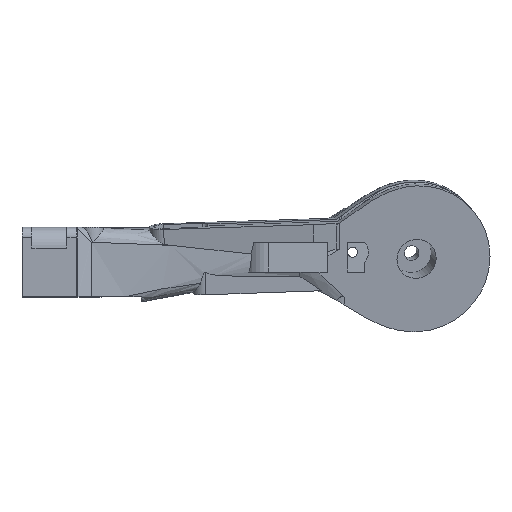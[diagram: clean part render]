
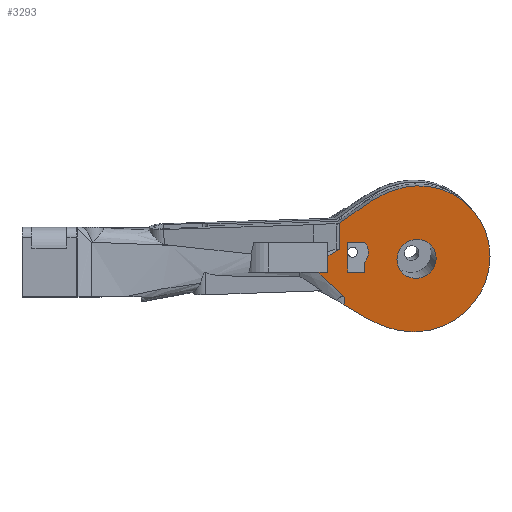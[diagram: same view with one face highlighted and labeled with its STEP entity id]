
A CAD part, top view. The second image highlights one B-rep face of the part: STEP entity #3293.
In plain terms, the highlighted planar face has unit normal (0.165, -0.195, 0.967).
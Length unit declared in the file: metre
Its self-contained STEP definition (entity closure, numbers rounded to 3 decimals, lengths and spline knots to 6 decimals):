
#105=ELLIPSE('',#3488,0.003311,0.003202);
#132=LINE('',#4550,#388);
#133=LINE('',#4552,#389);
#134=LINE('',#4562,#390);
#135=LINE('',#4590,#391);
#136=LINE('',#4591,#392);
#137=LINE('',#4596,#393);
#138=LINE('',#4598,#394);
#139=LINE('',#4600,#395);
#388=VECTOR('',#3756,1.);
#389=VECTOR('',#3757,1.);
#390=VECTOR('',#3758,1.);
#391=VECTOR('',#3763,1.);
#392=VECTOR('',#3764,1.);
#393=VECTOR('',#3767,1.);
#394=VECTOR('',#3768,1.);
#395=VECTOR('',#3769,1.);
#644=B_SPLINE_CURVE_WITH_KNOTS('',3,(#4544,#4545,#4546,#4547),
 .UNSPECIFIED.,.F.,.F.,(4,4),(0.005027,0.0078),
 .UNSPECIFIED.);
#645=B_SPLINE_CURVE_WITH_KNOTS('',3,(#4554,#4555,#4556,#4557,#4558,#4559,
#4560),.UNSPECIFIED.,.F.,.F.,(4,1,1,1,4),(0.017117,0.018987,
0.020858,0.022728,0.024599),.UNSPECIFIED.);
#646=B_SPLINE_CURVE_WITH_KNOTS('',3,(#4564,#4565,#4566,#4567),
 .UNSPECIFIED.,.F.,.F.,(4,4),(0.,1.),.PIECEWISE_BEZIER_KNOTS.);
#647=B_SPLINE_CURVE_WITH_KNOTS('',3,(#4573,#4574,#4575,#4576,#4577,#4578,
#4579,#4580,#4581,#4582,#4583,#4584,#4585,#4586,#4587,#4588),
 .UNSPECIFIED.,.F.,.F.,(4,2,2,2,2,2,2,4),(0.,0.125,0.25,0.375,0.5,0.75,
0.875,1.),.UNSPECIFIED.);
#785=ORIENTED_EDGE('',*,*,#1811,.F.);
#786=ORIENTED_EDGE('',*,*,#1812,.F.);
#787=ORIENTED_EDGE('',*,*,#1813,.T.);
#788=ORIENTED_EDGE('',*,*,#1814,.F.);
#789=ORIENTED_EDGE('',*,*,#1815,.F.);
#790=ORIENTED_EDGE('',*,*,#1816,.F.);
#791=ORIENTED_EDGE('',*,*,#1817,.T.);
#792=ORIENTED_EDGE('',*,*,#1818,.F.);
#793=ORIENTED_EDGE('',*,*,#1819,.T.);
#794=ORIENTED_EDGE('',*,*,#1820,.T.);
#795=ORIENTED_EDGE('',*,*,#1821,.T.);
#796=ORIENTED_EDGE('',*,*,#1822,.F.);
#797=ORIENTED_EDGE('',*,*,#1823,.T.);
#798=ORIENTED_EDGE('',*,*,#1824,.T.);
#799=ORIENTED_EDGE('',*,*,#1825,.F.);
#800=ORIENTED_EDGE('',*,*,#1826,.T.);
#1811=EDGE_CURVE('',#2324,#2324,#2667,.T.);
#1812=EDGE_CURVE('',#2325,#2326,#644,.T.);
#1813=EDGE_CURVE('',#2325,#2327,#132,.T.);
#1814=EDGE_CURVE('',#2328,#2327,#133,.T.);
#1815=EDGE_CURVE('',#2329,#2328,#645,.T.);
#1816=EDGE_CURVE('',#2330,#2329,#134,.T.);
#1817=EDGE_CURVE('',#2330,#2331,#646,.F.);
#1818=EDGE_CURVE('',#2332,#2331,#2668,.T.);
#1819=EDGE_CURVE('',#2332,#2333,#2669,.T.);
#1820=EDGE_CURVE('',#2333,#2334,#647,.F.);
#1821=EDGE_CURVE('',#2334,#2326,#135,.T.);
#1822=EDGE_CURVE('',#2335,#2336,#136,.T.);
#1823=EDGE_CURVE('',#2335,#2337,#105,.F.);
#1824=EDGE_CURVE('',#2337,#2338,#137,.T.);
#1825=EDGE_CURVE('',#2339,#2338,#138,.T.);
#1826=EDGE_CURVE('',#2339,#2336,#139,.T.);
#2324=VERTEX_POINT('',#4543);
#2325=VERTEX_POINT('',#4548);
#2326=VERTEX_POINT('',#4549);
#2327=VERTEX_POINT('',#4551);
#2328=VERTEX_POINT('',#4553);
#2329=VERTEX_POINT('',#4561);
#2330=VERTEX_POINT('',#4563);
#2331=VERTEX_POINT('',#4568);
#2332=VERTEX_POINT('',#4570);
#2333=VERTEX_POINT('',#4572);
#2334=VERTEX_POINT('',#4589);
#2335=VERTEX_POINT('',#4592);
#2336=VERTEX_POINT('',#4593);
#2337=VERTEX_POINT('',#4595);
#2338=VERTEX_POINT('',#4597);
#2339=VERTEX_POINT('',#4599);
#2667=CIRCLE('',#3485,0.004);
#2668=CIRCLE('',#3486,0.016197);
#2669=CIRCLE('',#3487,0.015);
#2756=EDGE_LOOP('',(#785));
#2757=EDGE_LOOP('',(#786,#787,#788,#789,#790,#791,#792,#793,#794,#795));
#2758=EDGE_LOOP('',(#796,#797,#798,#799,#800));
#2978=FACE_BOUND('',#2756,.T.);
#2979=FACE_BOUND('',#2757,.T.);
#2980=FACE_BOUND('',#2758,.T.);
#3200=PLANE('',#3484);
#3293=ADVANCED_FACE('',(#2978,#2979,#2980),#3200,.T.);
#3484=AXIS2_PLACEMENT_3D('',#4541,#3752,#3753);
#3485=AXIS2_PLACEMENT_3D('',#4542,#3754,#3755);
#3486=AXIS2_PLACEMENT_3D('',#4569,#3759,#3760);
#3487=AXIS2_PLACEMENT_3D('',#4571,#3761,#3762);
#3488=AXIS2_PLACEMENT_3D('',#4594,#3765,#3766);
#3752=DIRECTION('',(0.165,-0.195,0.967));
#3753=DIRECTION('',(0.,-0.98,-0.198));
#3754=DIRECTION('',(0.165,-0.195,0.967));
#3755=DIRECTION('',(0.,-0.98,-0.198));
#3756=DIRECTION('',(0.,-0.98,-0.198));
#3757=DIRECTION('',(0.986,0.,-0.168));
#3758=DIRECTION('',(0.,0.98,0.198));
#3759=DIRECTION('',(-0.165,0.195,-0.967));
#3760=DIRECTION('',(0.,-0.98,-0.198));
#3761=DIRECTION('',(0.165,-0.195,0.967));
#3762=DIRECTION('',(0.,-0.98,-0.198));
#3763=DIRECTION('',(0.,-0.98,-0.198));
#3764=DIRECTION('',(-0.986,0.,0.168));
#3765=DIRECTION('',(0.165,-0.195,0.967));
#3766=DIRECTION('',(0.625,-0.738,-0.255));
#3767=DIRECTION('',(0.,-0.98,-0.198));
#3768=DIRECTION('',(0.986,0.,-0.168));
#3769=DIRECTION('',(0.,0.98,0.198));
#4541=CARTESIAN_POINT('',(0.080495,0.003165,0.0034));
#4542=CARTESIAN_POINT('',(0.080495,0.003165,0.0034));
#4543=CARTESIAN_POINT('',(0.080495,-0.000756,0.00261));
#4544=CARTESIAN_POINT('',(0.0626,0.003657,0.006555));
#4545=CARTESIAN_POINT('',(0.063354,0.004208,0.006537));
#4546=CARTESIAN_POINT('',(0.064186,0.004638,0.006482));
#4547=CARTESIAN_POINT('',(0.064986,0.00512,0.006442));
#4548=CARTESIAN_POINT('',(0.0626,0.003657,0.006555));
#4549=CARTESIAN_POINT('',(0.064986,0.00512,0.006442));
#4550=CARTESIAN_POINT('',(0.0626,0.002573,0.006336));
#4551=CARTESIAN_POINT('',(0.0626,0.0005,0.005918));
#4552=CARTESIAN_POINT('',(0.080406,0.0005,0.002878));
#4553=CARTESIAN_POINT('',(0.060832,0.0005,0.00622));
#4554=CARTESIAN_POINT('',(0.065969,-0.004587,0.004317));
#4555=CARTESIAN_POINT('',(0.065505,-0.004197,0.004475));
#4556=CARTESIAN_POINT('',(0.064585,-0.003409,0.004791));
#4557=CARTESIAN_POINT('',(0.06322,-0.002211,0.005266));
#4558=CARTESIAN_POINT('',(0.061898,-0.000964,0.005743));
#4559=CARTESIAN_POINT('',(0.061089,-0.000057,0.006064));
#4560=CARTESIAN_POINT('',(0.060832,0.0005,0.00622));
#4561=CARTESIAN_POINT('',(0.065969,-0.004587,0.004317));
#4562=CARTESIAN_POINT('',(0.065969,-0.012019,0.002819));
#4563=CARTESIAN_POINT('',(0.065969,-0.006142,0.004004));
#4564=CARTESIAN_POINT('',(0.080495,-0.011539,0.000436));
#4565=CARTESIAN_POINT('',(0.070632,-0.011865,0.002054));
#4566=CARTESIAN_POINT('',(0.064666,-0.00302,0.004855));
#4567=CARTESIAN_POINT('',(0.058181,-0.003235,0.005919));
#4568=CARTESIAN_POINT('',(0.079295,-0.011534,0.000641));
#4569=CARTESIAN_POINT('',(0.080495,0.004338,0.003637));
#4570=CARTESIAN_POINT('',(0.080495,-0.011539,0.000436));
#4571=CARTESIAN_POINT('',(0.080495,0.003165,0.0034));
#4572=CARTESIAN_POINT('',(0.080495,0.017869,0.006365));
#4573=CARTESIAN_POINT('',(0.064986,0.010367,0.0075));
#4574=CARTESIAN_POINT('',(0.065607,0.010755,0.007472));
#4575=CARTESIAN_POINT('',(0.066209,0.011175,0.007454));
#4576=CARTESIAN_POINT('',(0.067397,0.012032,0.007424));
#4577=CARTESIAN_POINT('',(0.067985,0.01247,0.007412));
#4578=CARTESIAN_POINT('',(0.069168,0.013334,0.007385));
#4579=CARTESIAN_POINT('',(0.069764,0.01376,0.007369));
#4580=CARTESIAN_POINT('',(0.070974,0.014573,0.007326));
#4581=CARTESIAN_POINT('',(0.071588,0.014962,0.0073));
#4582=CARTESIAN_POINT('',(0.073472,0.016045,0.007196));
#4583=CARTESIAN_POINT('',(0.074781,0.016659,0.007097));
#4584=CARTESIAN_POINT('',(0.076871,0.01733,0.006875));
#4585=CARTESIAN_POINT('',(0.077592,0.017512,0.006789));
#4586=CARTESIAN_POINT('',(0.079034,0.017768,0.006594));
#4587=CARTESIAN_POINT('',(0.079762,0.017845,0.006486));
#4588=CARTESIAN_POINT('',(0.080495,0.017869,0.006365));
#4589=CARTESIAN_POINT('',(0.064986,0.010367,0.0075));
#4590=CARTESIAN_POINT('',(0.064986,0.017356,0.00891));
#4591=CARTESIAN_POINT('',(0.080607,0.0065,0.004054));
#4592=CARTESIAN_POINT('',(0.0701,0.0065,0.005847));
#4593=CARTESIAN_POINT('',(0.0666,0.0065,0.006445));
#4594=CARTESIAN_POINT('',(0.0676,0.0045,0.005871));
#4595=CARTESIAN_POINT('',(0.0701,0.0025,0.005041));
#4596=CARTESIAN_POINT('',(0.0701,0.002821,0.005106));
#4597=CARTESIAN_POINT('',(0.0701,0.0005,0.004638));
#4598=CARTESIAN_POINT('',(0.080406,0.0005,0.002878));
#4599=CARTESIAN_POINT('',(0.0666,0.0005,0.005235));
#4600=CARTESIAN_POINT('',(0.0666,0.002706,0.00568));
